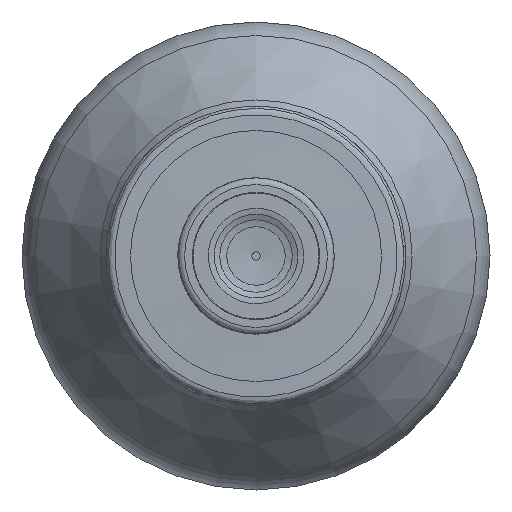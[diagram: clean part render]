
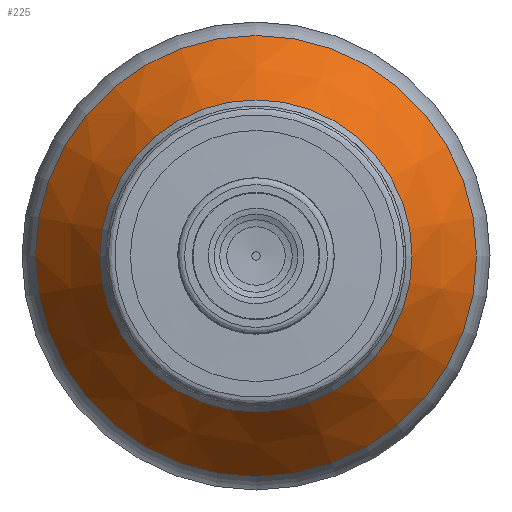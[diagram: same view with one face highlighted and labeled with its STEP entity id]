
A CAD part, left-side view. The second image highlights one B-rep face of the part: STEP entity #225.
In plain terms, the highlighted conical face has half-angle 35.336 degrees and reference radius 15.079 mm.
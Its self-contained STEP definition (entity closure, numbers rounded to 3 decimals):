
#110=CONICAL_SURFACE('',#602,15.079,35.336);
#154=FACE_BOUND('',#294,.T.);
#155=FACE_BOUND('',#295,.T.);
#225=ADVANCED_FACE('',(#154,#155),#110,.T.);
#294=EDGE_LOOP('',(#382));
#295=EDGE_LOOP('',(#383));
#382=ORIENTED_EDGE('',*,*,#500,.T.);
#383=ORIENTED_EDGE('',*,*,#499,.F.);
#455=VERTEX_POINT('',#836);
#456=VERTEX_POINT('',#839);
#499=EDGE_CURVE('',#455,#455,#543,.T.);
#500=EDGE_CURVE('',#456,#456,#544,.T.);
#543=CIRCLE('',#599,15.079);
#544=CIRCLE('',#601,10.672);
#599=AXIS2_PLACEMENT_3D('',#835,#695,#696);
#601=AXIS2_PLACEMENT_3D('',#838,#699,#700);
#602=AXIS2_PLACEMENT_3D('',#840,#701,#702);
#695=DIRECTION('',(1.,0.,0.));
#696=DIRECTION('',(0.,0.,1.));
#699=DIRECTION('',(1.,0.,0.));
#700=DIRECTION('',(0.,0.,1.));
#701=DIRECTION('',(1.,0.,0.));
#702=DIRECTION('',(0.,0.,-1.));
#835=CARTESIAN_POINT('',(74.108,0.,0.));
#836=CARTESIAN_POINT('',(74.108,0.,15.079));
#838=CARTESIAN_POINT('',(67.892,0.,0.));
#839=CARTESIAN_POINT('',(67.892,0.,10.672));
#840=CARTESIAN_POINT('',(74.108,0.,0.));
